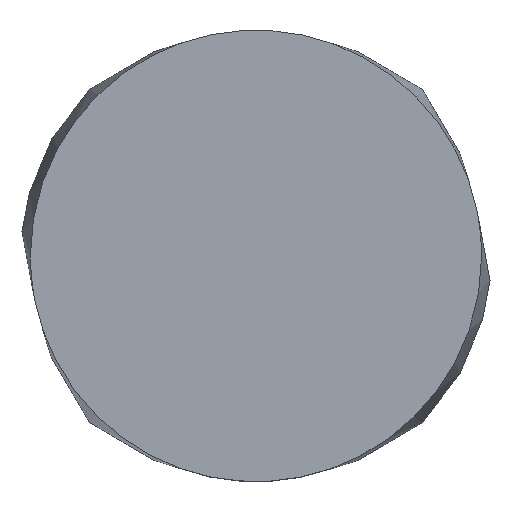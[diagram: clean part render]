
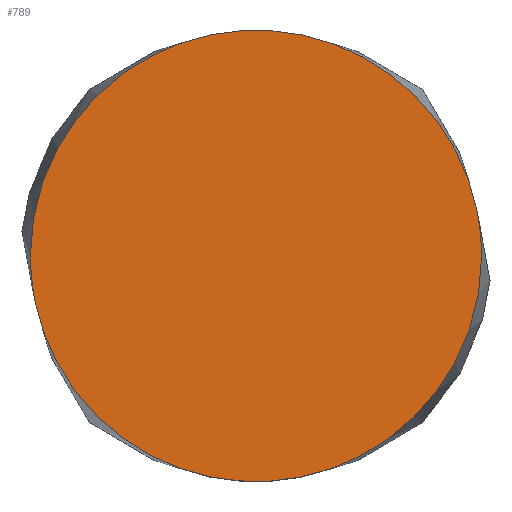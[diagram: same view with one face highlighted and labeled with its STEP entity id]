
A CAD part, top view. The second image highlights one B-rep face of the part: STEP entity #789.
In plain terms, the highlighted free-form (B-spline) face has degree [1, 1] with [2, 2] control points.
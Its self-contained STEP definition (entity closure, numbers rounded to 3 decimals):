
#748=CARTESIAN_POINT('',(-3.689,-3.689,37.));
#749=CARTESIAN_POINT('',(3.689,-3.689,37.));
#750=CARTESIAN_POINT('',(-3.689,3.689,37.));
#751=CARTESIAN_POINT('',(3.689,3.689,37.));
#752=B_SPLINE_SURFACE_WITH_KNOTS('',1,1,((#748,#750),(#749,#751)),.UNSPECIFIED.,.F.,.F.,.U.,(2,2),(2,2),(0.0,7.378),(0.0,7.378),.UNSPECIFIED.);
#753=CARTESIAN_POINT('',(3.354,0.0,37.));
#754=VERTEX_POINT('',#753);
#755=CARTESIAN_POINT('',(-3.354,0.0,37.));
#756=VERTEX_POINT('',#755);
#757=CARTESIAN_POINT('',(3.354,0.0,37.));
#758=CARTESIAN_POINT('',(3.354,-3.354,37.));
#759=CARTESIAN_POINT('',(0.0,-3.354,37.));
#760=CARTESIAN_POINT('',(-3.354,-3.354,37.));
#761=CARTESIAN_POINT('',(-3.354,0.0,37.));
#769=(BOUNDED_CURVE()B_SPLINE_CURVE(2,(#757,#758,#759,#760,#761),.UNSPECIFIED.,.F.,.U.)B_SPLINE_CURVE_WITH_KNOTS((3,2,3),(0.5,0.75,1.0),.UNSPECIFIED.)CURVE()GEOMETRIC_REPRESENTATION_ITEM()RATIONAL_B_SPLINE_CURVE((1.0,0.707,1.0,0.707,1.0))REPRESENTATION_ITEM(''));
#770=EDGE_CURVE('',#754,#756,#769,.T.);
#771=ORIENTED_EDGE('',*,*,#770,.F.);
#772=CARTESIAN_POINT('',(-3.354,0.0,37.));
#773=CARTESIAN_POINT('',(-3.354,3.354,37.));
#774=CARTESIAN_POINT('',(0.0,3.354,37.));
#775=CARTESIAN_POINT('',(3.354,3.354,37.));
#776=CARTESIAN_POINT('',(3.354,0.0,37.));
#784=(BOUNDED_CURVE()B_SPLINE_CURVE(2,(#772,#773,#774,#775,#776),.UNSPECIFIED.,.F.,.U.)B_SPLINE_CURVE_WITH_KNOTS((3,2,3),(0.0,0.25,0.5),.UNSPECIFIED.)CURVE()GEOMETRIC_REPRESENTATION_ITEM()RATIONAL_B_SPLINE_CURVE((1.0,0.707,1.0,0.707,1.0))REPRESENTATION_ITEM(''));
#785=EDGE_CURVE('',#756,#754,#784,.T.);
#786=ORIENTED_EDGE('',*,*,#785,.F.);
#787=EDGE_LOOP('',(#771,#786));
#788=FACE_OUTER_BOUND('',#787,.T.);
#789=ADVANCED_FACE('',(#788),#752,.T.);
